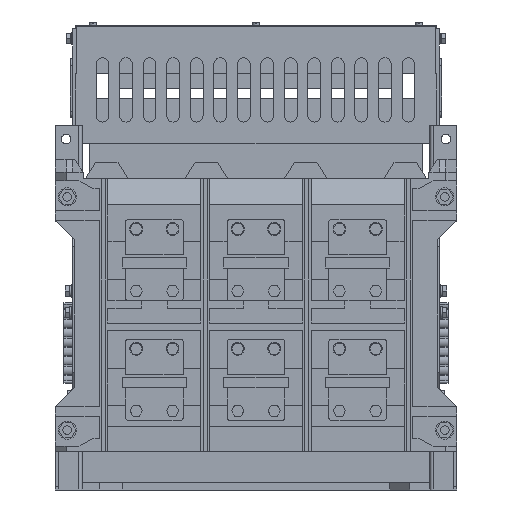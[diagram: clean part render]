
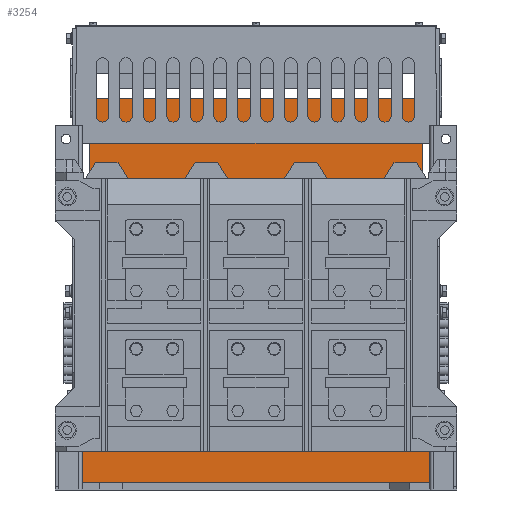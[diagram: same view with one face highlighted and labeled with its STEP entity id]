
A CAD part, front view. The second image highlights one B-rep face of the part: STEP entity #3254.
In plain terms, the highlighted planar face has unit normal (0, -1, 0).
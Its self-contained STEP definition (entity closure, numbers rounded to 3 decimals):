
#3254=ADVANCED_FACE('',(#25714),#25716,.F.);
#25714=FACE_BOUND('',#25715,.T.);
#25715=EDGE_LOOP('',(#43902,#43903,#43904,#43905,#43906,#43907,#43908,#43909,#43910,
#43911,#43912,#43913));
#25716=PLANE('',#25717);
#25717=AXIS2_PLACEMENT_3D('',#25718,#25719,#25720);
#25718=CARTESIAN_POINT('',(0.,-101.5,0.));
#25719=DIRECTION('',(0.,1.,0.));
#25720=DIRECTION('',(-1.,0.,0.));
#43902=ORIENTED_EDGE('',*,*,#55732,.F.);
#43903=ORIENTED_EDGE('',*,*,#55739,.T.);
#43904=ORIENTED_EDGE('',*,*,#56228,.T.);
#43905=ORIENTED_EDGE('',*,*,#56229,.T.);
#43906=ORIENTED_EDGE('',*,*,#56230,.F.);
#43907=ORIENTED_EDGE('',*,*,#56231,.F.);
#43908=ORIENTED_EDGE('',*,*,#56232,.F.);
#43909=ORIENTED_EDGE('',*,*,#56233,.F.);
#43910=ORIENTED_EDGE('',*,*,#56234,.F.);
#43911=ORIENTED_EDGE('',*,*,#56235,.T.);
#43912=ORIENTED_EDGE('',*,*,#56236,.T.);
#43913=ORIENTED_EDGE('',*,*,#55740,.T.);
#55732=EDGE_CURVE('',#62765,#62767,#62768,.T.);
#55739=EDGE_CURVE('',#62765,#62778,#62780,.F.);
#55740=EDGE_CURVE('',#62781,#62767,#62782,.F.);
#56228=EDGE_CURVE('',#62778,#63615,#63616,.F.);
#56229=EDGE_CURVE('',#63615,#63617,#63618,.F.);
#56230=EDGE_CURVE('',#63619,#63617,#63620,.T.);
#56231=EDGE_CURVE('',#63621,#63619,#63622,.T.);
#56232=EDGE_CURVE('',#63623,#63621,#63624,.T.);
#56233=EDGE_CURVE('',#63625,#63623,#63626,.T.);
#56234=EDGE_CURVE('',#63627,#63625,#63628,.T.);
#56235=EDGE_CURVE('',#63627,#63629,#63630,.F.);
#56236=EDGE_CURVE('',#63629,#62781,#63631,.F.);
#62765=VERTEX_POINT('',#74925);
#62767=VERTEX_POINT('',#74929);
#62768=LINE('',#74930,#74931);
#62778=VERTEX_POINT('',#74952);
#62780=LINE('',#74956,#74957);
#62781=VERTEX_POINT('',#74959);
#62782=LINE('',#74960,#74961);
#63615=VERTEX_POINT('',#76922);
#63616=LINE('',#76923,#76924);
#63617=VERTEX_POINT('',#76926);
#63618=LINE('',#76927,#76928);
#63619=VERTEX_POINT('',#76930);
#63620=LINE('',#76931,#76932);
#63621=VERTEX_POINT('',#76934);
#63622=LINE('',#76935,#76936);
#63623=VERTEX_POINT('',#76938);
#63624=LINE('',#76939,#76940);
#63625=VERTEX_POINT('',#76942);
#63626=LINE('',#76943,#76944);
#63627=VERTEX_POINT('',#76946);
#63628=LINE('',#76947,#76948);
#63629=VERTEX_POINT('',#76950);
#63630=LINE('',#76951,#76952);
#63631=LINE('',#76954,#76955);
#74925=CARTESIAN_POINT('',(167.,-101.5,-427.));
#74929=CARTESIAN_POINT('',(-167.,-101.5,-427.));
#74930=CARTESIAN_POINT('',(167.,-101.5,-427.));
#74931=VECTOR('',#74932,1.);
#74932=DIRECTION('',(-1.,0.,0.));
#74952=CARTESIAN_POINT('',(167.,-101.5,-348.));
#74956=CARTESIAN_POINT('',(167.,-101.5,-348.));
#74957=VECTOR('',#74958,1.);
#74958=DIRECTION('',(0.,0.,-1.));
#74959=CARTESIAN_POINT('',(-167.,-101.5,-348.));
#74960=CARTESIAN_POINT('',(-167.,-101.5,-427.));
#74961=VECTOR('',#74962,1.);
#74962=DIRECTION('',(0.,0.,1.));
#76922=CARTESIAN_POINT('',(145.,-101.5,-348.));
#76923=CARTESIAN_POINT('',(145.,-101.5,-348.));
#76924=VECTOR('',#76925,1.);
#76925=DIRECTION('',(1.,0.,0.));
#76926=CARTESIAN_POINT('',(145.,-101.5,-156.));
#76927=CARTESIAN_POINT('',(145.,-101.5,-156.));
#76928=VECTOR('',#76929,1.);
#76929=DIRECTION('',(0.,0.,-1.));
#76930=CARTESIAN_POINT('',(155.5,-101.5,-156.));
#76931=CARTESIAN_POINT('',(155.5,-101.5,-156.));
#76932=VECTOR('',#76933,1.);
#76933=DIRECTION('',(-1.,0.,0.));
#76934=CARTESIAN_POINT('',(155.5,-101.5,-68.));
#76935=CARTESIAN_POINT('',(155.5,-101.5,-68.));
#76936=VECTOR('',#76937,1.);
#76937=DIRECTION('',(0.,0.,-1.));
#76938=CARTESIAN_POINT('',(-155.5,-101.5,-68.));
#76939=CARTESIAN_POINT('',(-155.5,-101.5,-68.));
#76940=VECTOR('',#76941,1.);
#76941=DIRECTION('',(1.,0.,0.));
#76942=CARTESIAN_POINT('',(-155.5,-101.5,-156.));
#76943=CARTESIAN_POINT('',(-155.5,-101.5,-156.));
#76944=VECTOR('',#76945,1.);
#76945=DIRECTION('',(0.,0.,1.));
#76946=CARTESIAN_POINT('',(-145.,-101.5,-156.));
#76947=CARTESIAN_POINT('',(-145.,-101.5,-156.));
#76948=VECTOR('',#76949,1.);
#76949=DIRECTION('',(-1.,0.,0.));
#76950=CARTESIAN_POINT('',(-145.,-101.5,-348.));
#76951=CARTESIAN_POINT('',(-145.,-101.5,-348.));
#76952=VECTOR('',#76953,1.);
#76953=DIRECTION('',(0.,0.,1.));
#76954=CARTESIAN_POINT('',(-167.,-101.5,-348.));
#76955=VECTOR('',#76956,1.);
#76956=DIRECTION('',(1.,0.,0.));
